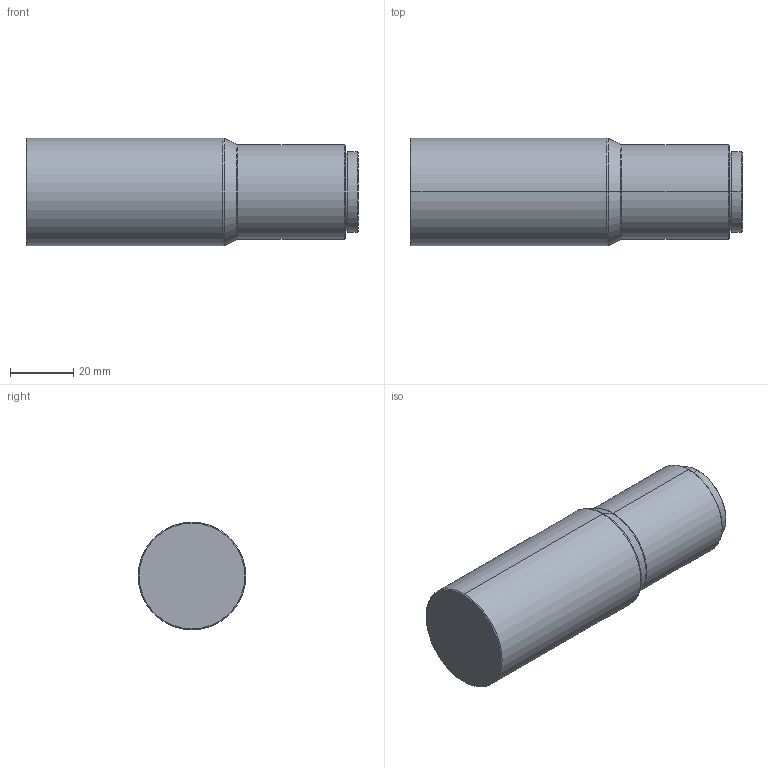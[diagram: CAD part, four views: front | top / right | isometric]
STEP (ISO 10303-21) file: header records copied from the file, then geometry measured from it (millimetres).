
FILE_DESCRIPTION (( 'STEP AP203' ), '1' );
FILE_NAME ('WH011-1030A-111.STEP', '2021-11-25T03:45:52', ( '' ), ( '' ), 'SwSTEP 2.0', 'SolidWorks 2017', '' );
FILE_SCHEMA (( 'CONFIG_CONTROL_DESIGN' ));
Length unit declared in the file: millimetre
Products named in the file (1): WH011-1030A-111
Bounding box: 104.9 x 34 x 34 mm (x, y, z)
Volume: 86274.6 mm3; surface area: 12324.2 mm2
Topology: 1 solids, 1 shells, 24 faces, 46 edges, 26 vertices
Faces by surface type: cone 8, cylinder 8, torus 4, plane 4
Entity records: 685 total; most frequent: DIRECTION 126, CARTESIAN_POINT 97, ORIENTED_EDGE 92, AXIS2_PLACEMENT_3D 55, EDGE_CURVE 46, CIRCLE 30, EDGE_LOOP 26, VERTEX_POINT 26
